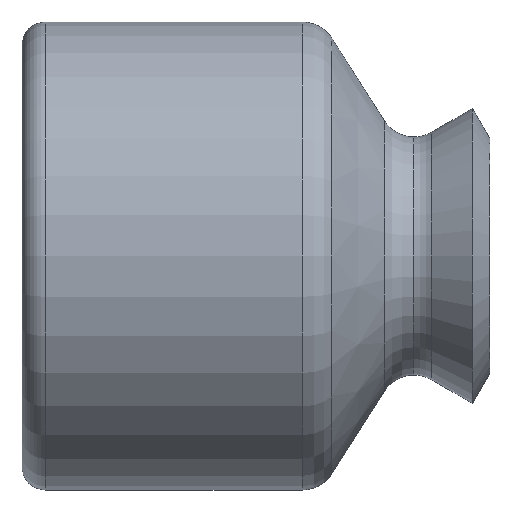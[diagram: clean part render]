
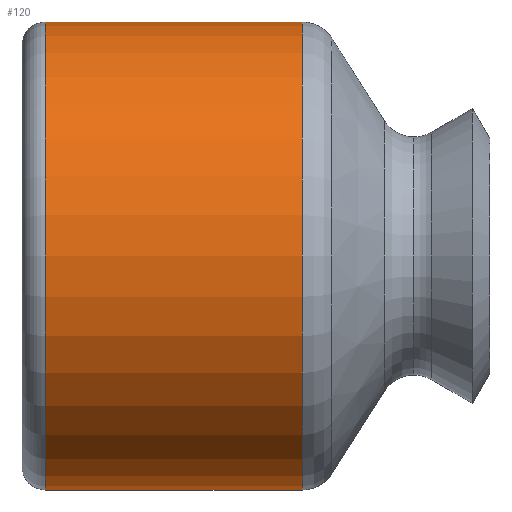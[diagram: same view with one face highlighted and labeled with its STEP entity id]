
A CAD part, left-side view. The second image highlights one B-rep face of the part: STEP entity #120.
In plain terms, the highlighted cylindrical face has radius 2 mm (diameter 4 mm), a partial arc.
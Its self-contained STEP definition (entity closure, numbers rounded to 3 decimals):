
#120=ADVANCED_FACE('',(#239),#240,.T.);
#239=FACE_OUTER_BOUND('',#352,.T.);
#240=CYLINDRICAL_SURFACE('',#353,2.0);
#352=EDGE_LOOP('',(#611,#612,#613,#614));
#353=AXIS2_PLACEMENT_3D('',#615,#616,#617);
#611=ORIENTED_EDGE('',*,*,#649,.F.);
#612=ORIENTED_EDGE('',*,*,#730,.T.);
#613=ORIENTED_EDGE('',*,*,#650,.T.);
#614=ORIENTED_EDGE('',*,*,#732,.F.);
#615=CARTESIAN_POINT('',(0.0,0.,0.0));
#616=DIRECTION('',(0.0,1.0,0.0));
#617=DIRECTION('',(0.0,0.0,1.0));
#649=EDGE_CURVE('',#759,#750,#761,.T.);
#650=EDGE_CURVE('',#758,#749,#762,.T.);
#730=EDGE_CURVE('',#759,#758,#870,.T.);
#732=EDGE_CURVE('',#750,#749,#872,.T.);
#749=VERTEX_POINT('',#889);
#750=VERTEX_POINT('',#890);
#758=VERTEX_POINT('',#898);
#759=VERTEX_POINT('',#899);
#761=LINE('',#901,#902);
#762=LINE('',#903,#904);
#870=CIRCLE('',#1026,2.0);
#872=CIRCLE('',#1028,2.0);
#889=CARTESIAN_POINT('',(0.0,-0.2,2.0));
#890=CARTESIAN_POINT('',(0.,-0.2,-2.0));
#898=CARTESIAN_POINT('',(0.0,-2.396,2.0));
#899=CARTESIAN_POINT('',(0.,-2.396,-2.0));
#901=CARTESIAN_POINT('',(0.,0.,-2.0));
#902=VECTOR('',#1065,1000.0);
#903=CARTESIAN_POINT('',(0.0,0.,2.0));
#904=VECTOR('',#1066,1000.0);
#1026=AXIS2_PLACEMENT_3D('',#1195,#1196,#1197);
#1028=AXIS2_PLACEMENT_3D('',#1198,#1199,#1200);
#1065=DIRECTION('',(0.0,1.0,0.0));
#1066=DIRECTION('',(0.0,1.0,0.0));
#1195=CARTESIAN_POINT('',(0.0,-2.396,0.0));
#1196=DIRECTION('',(0.0,1.0,0.0));
#1197=DIRECTION('',(0.0,0.0,1.0));
#1198=CARTESIAN_POINT('',(0.0,-0.2,0.0));
#1199=DIRECTION('',(0.0,1.0,0.0));
#1200=DIRECTION('',(0.0,0.0,1.0));
